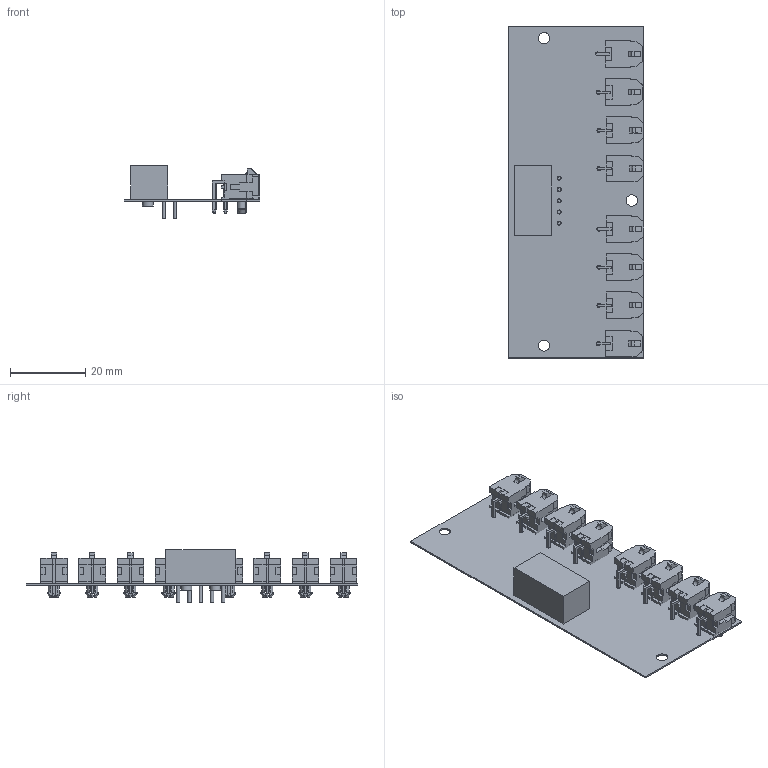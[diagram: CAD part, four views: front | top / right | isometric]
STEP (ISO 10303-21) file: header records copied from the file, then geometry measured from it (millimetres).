
FILE_DESCRIPTION(('Open CASCADE Model'),'2;1');
FILE_NAME('Open CASCADE Shape Model','2021-10-10T15:42:18',('Author'),( 'Open CASCADE'),'Open CASCADE STEP processor 6.8','Open CASCADE 6.8' ,'Unknown');
FILE_SCHEMA(('AUTOMOTIVE_DESIGN { 1 0 10303 214 1 1 1 1 }'));
Products named in the file (1): PCB
Bounding box: 36.05 x 88.5 x 14.12 mm (x, y, z)
Volume: 6247.5 mm3; surface area: 15231.2 mm2
Topology: 154 solids, 154 shells, 2051 faces, 4789 edges, 3190 vertices
Faces by surface type: plane 1796, cylinder 223, cone 16, torus 16
Full cylindrical faces by diameter (mm): 0.87 x120, 1.07 x26, 2.85 x24, 2.997 x3, 3.05 x10
Entity records: 59216 total; most frequent: CARTESIAN_POINT 10799, ORIENTED_EDGE 9402, DIRECTION 9355, EDGE_CURVE 4701, LINE 4135, VECTOR 4135, VERTEX_POINT 3014, AXIS2_PLACEMENT_3D 2610
